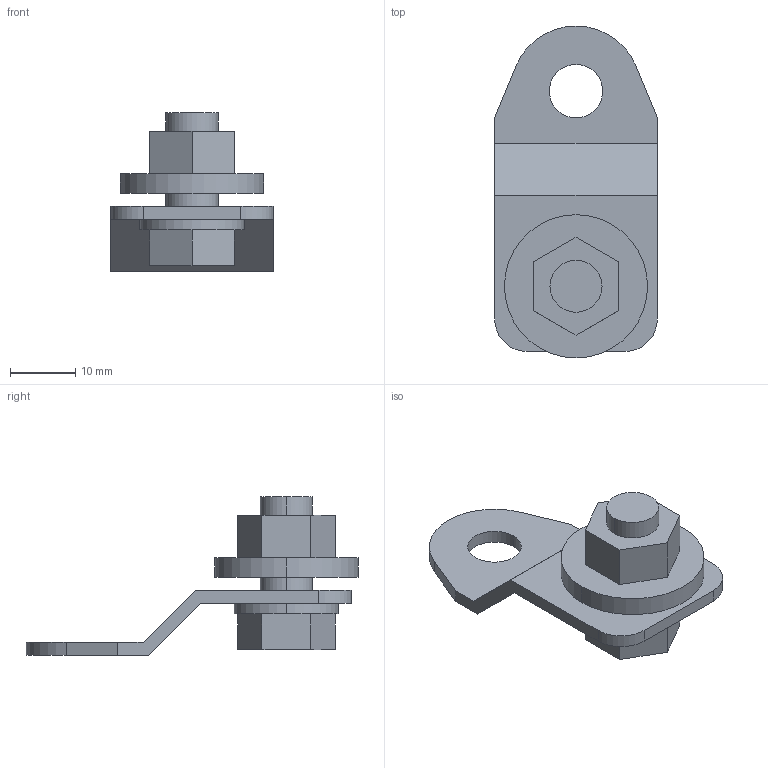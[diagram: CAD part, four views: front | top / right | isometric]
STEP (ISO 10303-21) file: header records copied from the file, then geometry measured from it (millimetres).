
FILE_DESCRIPTION (( 'STEP AP214' ), '1' );
FILE_NAME ('TI-00D-AK-304.STEP', '2024-11-27T08:17:23', ( '' ), ( '' ), 'SwSTEP 2.0', 'SolidWorks 2022', '' );
FILE_SCHEMA (( 'AUTOMOTIVE_DESIGN' ));
Length unit declared in the file: millimetre
Products named in the file (1): TI-00D-AK-304
Bounding box: 25 x 51 x 24.4 mm (x, y, z)
Volume: 5779.4 mm3; surface area: 4629.8 mm2
Topology: 1 solids, 1 shells, 51 faces, 120 edges, 80 vertices
Faces by surface type: plane 32, cylinder 19
Entity records: 1510 total; most frequent: DIRECTION 262, CARTESIAN_POINT 252, ORIENTED_EDGE 240, EDGE_CURVE 120, AXIS2_PLACEMENT_3D 90, VECTOR 82, LINE 82, VERTEX_POINT 80
